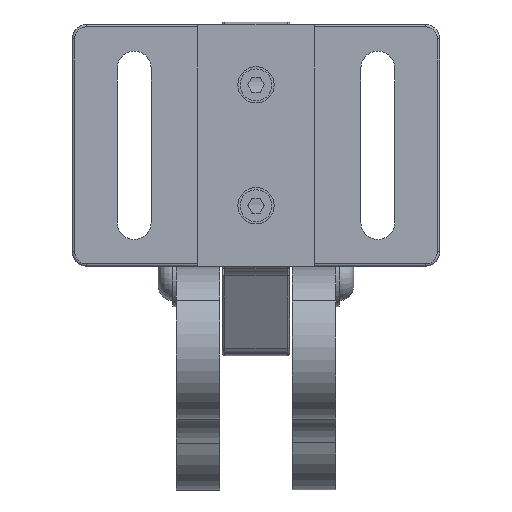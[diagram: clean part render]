
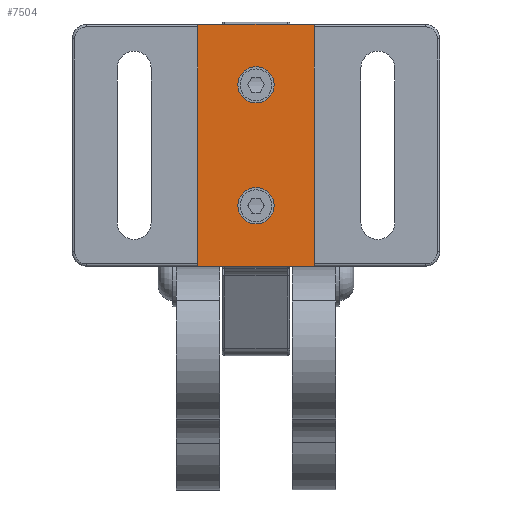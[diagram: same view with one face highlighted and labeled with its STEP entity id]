
A CAD part, front view. The second image highlights one B-rep face of the part: STEP entity #7504.
In plain terms, the highlighted planar face has unit normal (0, -1, 0).
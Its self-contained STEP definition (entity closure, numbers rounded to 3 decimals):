
#697 = CARTESIAN_POINT ( 'NONE',  ( -27.817, -18.432, -25. ) ) ;
#707 = CARTESIAN_POINT ( 'NONE',  ( -15.817, -18.432, 12.5 ) ) ;
#708 = DIRECTION ( 'NONE',  ( 0., -1., 0. ) ) ;
#709 = DIRECTION ( 'NONE',  ( 0., 0., 1. ) ) ;
#710 = DIRECTION ( 'NONE',  ( 0., 0., 1. ) ) ;
#746 = CARTESIAN_POINT ( 'NONE',  ( -15.817, -18.432, -12.5 ) ) ;
#747 = DIRECTION ( 'NONE',  ( 0., -1., 0. ) ) ;
#748 = DIRECTION ( 'NONE',  ( 0., 0., 1. ) ) ;
#1277 = EDGE_CURVE ( 'NONE', #5432, #3602, #5177, .T. ) ;
#1286 = EDGE_CURVE ( 'NONE', #5401, #3655, #5290, .T. ) ;
#1658 = CARTESIAN_POINT ( 'NONE',  ( -15.817, -18.432, 16.25 ) ) ;
#1659 = CARTESIAN_POINT ( 'NONE',  ( -15.817, -18.432, -8.75 ) ) ;
#3215 = DIRECTION ( 'NONE',  ( 0., 1., 0. ) ) ;
#3218 = CARTESIAN_POINT ( 'NONE',  ( -27.817, -18.432, -25. ) ) ;
#3220 = PLANE ( 'NONE',  #11278 ) ;
#3222 = DIRECTION ( 'NONE',  ( 0., 0., 1. ) ) ;
#3602 = VERTEX_POINT ( 'NONE', #4825 ) ;
#3655 = VERTEX_POINT ( 'NONE', #10782 ) ;
#4500 = ORIENTED_EDGE ( 'NONE', *, *, #7240, .F. ) ;
#4501 = ORIENTED_EDGE ( 'NONE', *, *, #7292, .T. ) ;
#4502 = ORIENTED_EDGE ( 'NONE', *, *, #1286, .F. ) ;
#4503 = ORIENTED_EDGE ( 'NONE', *, *, #7225, .F. ) ;
#4504 = ORIENTED_EDGE ( 'NONE', *, *, #1277, .T. ) ;
#4505 = ORIENTED_EDGE ( 'NONE', *, *, #7224, .F. ) ;
#4825 = CARTESIAN_POINT ( 'NONE',  ( -27.817, -18.432, 25. ) ) ;
#5177 = LINE ( 'NONE', #11711, #5337 ) ;
#5289 = VECTOR ( 'NONE', #11749, 1000. ) ;
#5290 = LINE ( 'NONE', #11748, #5289 ) ;
#5337 = VECTOR ( 'NONE', #11725, 1000. ) ;
#5401 = VERTEX_POINT ( 'NONE', #10991 ) ;
#5432 = VERTEX_POINT ( 'NONE', #11021 ) ;
#7070 = VERTEX_POINT ( 'NONE', #1658 ) ;
#7071 = VERTEX_POINT ( 'NONE', #1659 ) ;
#7224 = EDGE_CURVE ( 'NONE', #7070, #7070, #11896, .T. ) ;
#7225 = EDGE_CURVE ( 'NONE', #3655, #3602, #12014, .T. ) ;
#7240 = EDGE_CURVE ( 'NONE', #7071, #7071, #11983, .T. ) ;
#7292 = EDGE_CURVE ( 'NONE', #5401, #5432, #12716, .T. ) ;
#7504 = ADVANCED_FACE ( 'NONE', ( #10704, #10692, #10708 ), #3220, .F. ) ;
#8340 = CARTESIAN_POINT ( 'NONE',  ( -3.817, -18.432, -25. ) ) ;
#8341 = DIRECTION ( 'NONE',  ( 0., 0., 1. ) ) ;
#9436 = EDGE_LOOP ( 'NONE', ( #4500 ) ) ;
#9439 = EDGE_LOOP ( 'NONE', ( #4505 ) ) ;
#9447 = EDGE_LOOP ( 'NONE', ( #4504, #4503, #4502, #4501 ) ) ;
#10692 = FACE_OUTER_BOUND ( 'NONE', #9447, .T. ) ;
#10704 = FACE_BOUND ( 'NONE', #9439, .T. ) ;
#10708 = FACE_BOUND ( 'NONE', #9436, .T. ) ;
#10782 = CARTESIAN_POINT ( 'NONE',  ( -27.817, -18.432, -25. ) ) ;
#10991 = CARTESIAN_POINT ( 'NONE',  ( -3.817, -18.432, -25. ) ) ;
#11021 = CARTESIAN_POINT ( 'NONE',  ( -3.817, -18.432, 25. ) ) ;
#11108 = AXIS2_PLACEMENT_3D ( 'NONE', #707, #708, #709 ) ;
#11117 = AXIS2_PLACEMENT_3D ( 'NONE', #746, #747, #748 ) ;
#11278 = AXIS2_PLACEMENT_3D ( 'NONE', #3218, #3215, #3222 ) ;
#11711 = CARTESIAN_POINT ( 'NONE',  ( -27.817, -18.432, 25. ) ) ;
#11725 = DIRECTION ( 'NONE',  ( -1., 0., 0. ) ) ;
#11748 = CARTESIAN_POINT ( 'NONE',  ( -27.817, -18.432, -25. ) ) ;
#11749 = DIRECTION ( 'NONE',  ( -1., 0., 0. ) ) ;
#11858 = VECTOR ( 'NONE', #710, 1000. ) ;
#11896 = CIRCLE ( 'NONE', #11108, 3.75 ) ;
#11983 = CIRCLE ( 'NONE', #11117, 3.75 ) ;
#12014 = LINE ( 'NONE', #697, #11858 ) ;
#12698 = VECTOR ( 'NONE', #8341, 1000. ) ;
#12716 = LINE ( 'NONE', #8340, #12698 ) ;
